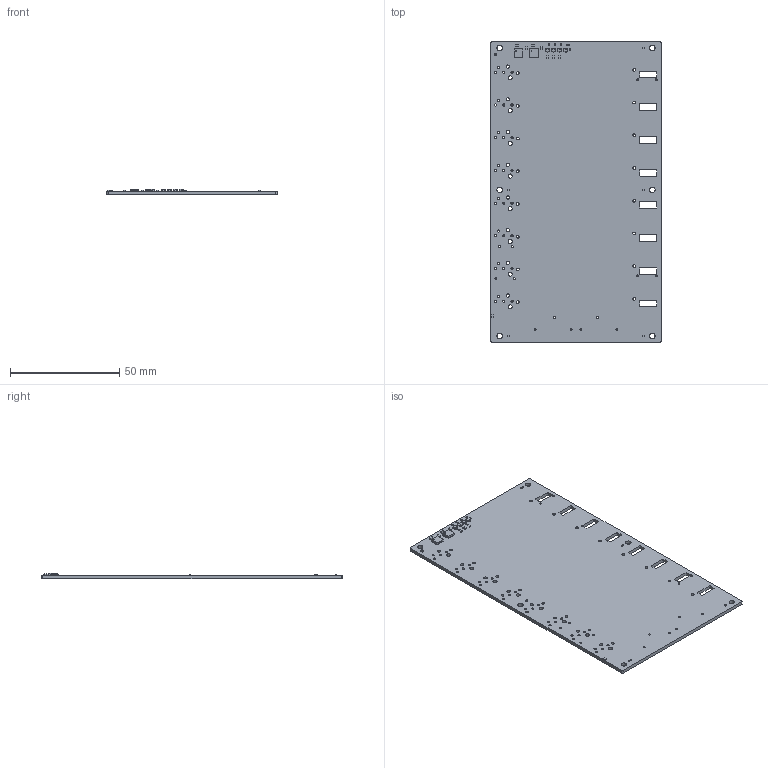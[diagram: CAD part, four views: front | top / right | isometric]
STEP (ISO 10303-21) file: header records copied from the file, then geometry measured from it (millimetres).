
FILE_DESCRIPTION(('KiCad electronic assembly'),'2;1');
FILE_NAME('backplane.step','2021-12-17T15:06:53',('An Author'),( 'A Company'),'Open CASCADE STEP processor 6.9', 'KiCad to STEP converter','Unknown');
FILE_SCHEMA(('AUTOMOTIVE_DESIGN { 1 0 10303 214 1 1 1 1 }'));
Length unit declared in the file: millimetre
Products named in the file (14): Open CASCADE STEP translator 6.9 1; R_0402_1005Metric; SOLID; SOT-323_SC-70; VQFN-24-1EP_4x4mm_P0.5mm_EP2.45x2.45mm; R_0603_1608Metric; C_0603_1608Metric; C_0402_1005Metric; COMPOUND
Assembly tree (32 placements, depth 3):
  Open CASCADE STEP translator 6.9 1
    R_0402_1005Metric  x5
      SOLID
    SOT-323_SC-70  x4
      SOLID
    VQFN-24-1EP_4x4mm_P0.5mm_EP2.45x2.45mm  x2
      SOLID
    R_0603_1608Metric  x6
      SOLID
    C_0603_1608Metric  x2
      SOLID
    C_0402_1005Metric  x6
      SOLID
    COMPOUND
Bounding box: 78 x 138 x 2.75 mm (x, y, z)
Volume: 16756.9 mm3; surface area: 22605.6 mm2
Topology: 26 solids, 26 shells, 1288 faces, 3436 edges, 2220 vertices
Faces by surface type: plane 826, cylinder 354, bspline 108
Full cylindrical faces by diameter (mm): 0.4 x2, 0.9 x14, 1 x32, 1.27 x16, 1.5 x8, 1.9 x8, 2.5 x6
Entity records: 37987 total; most frequent: CARTESIAN_POINT 7533, DIRECTION 5154, LINE 3397, VECTOR 3397, ORIENTED_EDGE 2780, PCURVE 2780, DEFINITIONAL_REPRESENTATION 2780, EDGE_CURVE 1390
